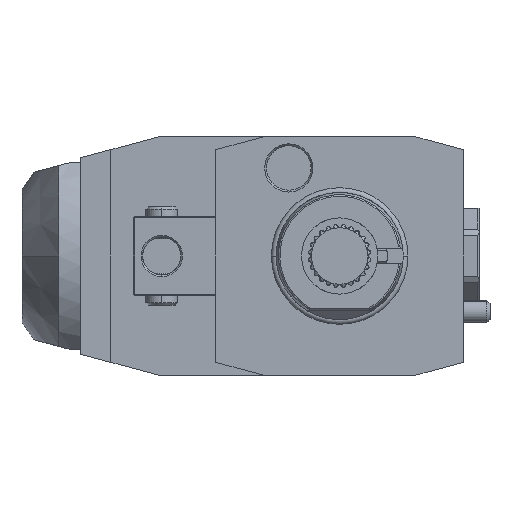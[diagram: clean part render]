
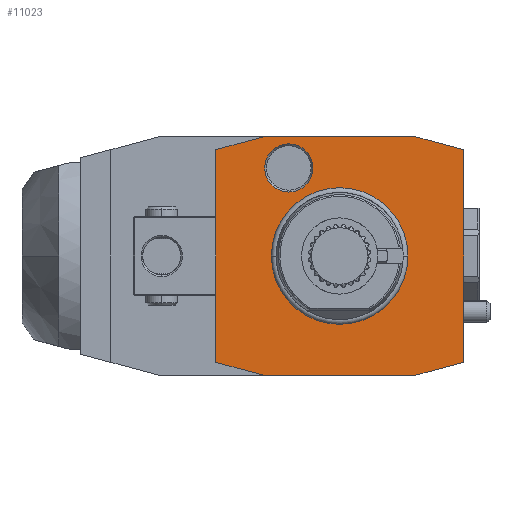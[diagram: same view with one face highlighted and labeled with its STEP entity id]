
A CAD part, front view. The second image highlights one B-rep face of the part: STEP entity #11023.
In plain terms, the highlighted planar face has unit normal (0, -1, 0).
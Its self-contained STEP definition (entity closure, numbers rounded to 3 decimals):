
#1=DIRECTION('',(1.,0.,0.));
#2=VECTOR('',#1,48.);
#3=CARTESIAN_POINT('',(-24.,0.,-37.5));
#4=LINE('',#3,#2);
#5=DIRECTION('',(0.966,0.,-0.259));
#6=VECTOR('',#5,15.529);
#7=CARTESIAN_POINT('',(-39.,0.,-33.481));
#8=LINE('',#7,#6);
#9=DIRECTION('',(0.,0.,-1.));
#10=VECTOR('',#9,66.962);
#11=CARTESIAN_POINT('',(-39.,0.,33.481));
#12=LINE('',#11,#10);
#13=DIRECTION('',(-0.966,0.,-0.259));
#14=VECTOR('',#13,15.529);
#15=CARTESIAN_POINT('',(-24.,0.,37.5));
#16=LINE('',#15,#14);
#17=DIRECTION('',(-1.,0.,0.));
#18=VECTOR('',#17,48.);
#19=CARTESIAN_POINT('',(24.,0.,37.5));
#20=LINE('',#19,#18);
#21=DIRECTION('',(-0.966,0.,0.259));
#22=VECTOR('',#21,15.529);
#23=CARTESIAN_POINT('',(39.,0.,33.481));
#24=LINE('',#23,#22);
#25=DIRECTION('',(0.,0.,1.));
#26=VECTOR('',#25,66.962);
#27=CARTESIAN_POINT('',(39.,0.,-33.481));
#28=LINE('',#27,#26);
#29=DIRECTION('',(0.966,0.,0.259));
#30=VECTOR('',#29,15.529);
#31=CARTESIAN_POINT('',(24.,0.,-37.5));
#32=LINE('',#31,#30);
#33=CARTESIAN_POINT('',(-16.,0.,27.713));
#34=DIRECTION('',(0.,1.,0.));
#35=DIRECTION('',(-1.,0.,0.));
#36=AXIS2_PLACEMENT_3D('',#33,#34,#35);
#38=CARTESIAN_POINT('',(-16.,0.,27.713));
#39=DIRECTION('',(0.,1.,0.));
#40=DIRECTION('',(1.,0.,0.));
#41=AXIS2_PLACEMENT_3D('',#38,#39,#40);
#4915=CARTESIAN_POINT('',(0.,0.,0.));
#4916=DIRECTION('',(0.,-1.,0.));
#4917=DIRECTION('',(1.,0.,0.));
#4918=AXIS2_PLACEMENT_3D('',#4915,#4916,#4917);
#4920=CARTESIAN_POINT('',(0.,0.,0.));
#4921=DIRECTION('',(0.,-1.,0.));
#4922=DIRECTION('',(-1.,0.,0.));
#4923=AXIS2_PLACEMENT_3D('',#4920,#4921,#4922);
#9784=CARTESIAN_POINT('',(-23.577,0.,
27.713));
#9785=CARTESIAN_POINT('',(-8.423,0.,
27.713));
#9786=VERTEX_POINT('',#9784);
#9787=VERTEX_POINT('',#9785);
#10564=CARTESIAN_POINT('',(-24.,0.,-37.5));
#10565=CARTESIAN_POINT('',(24.,0.,-37.5));
#10566=VERTEX_POINT('',#10564);
#10567=VERTEX_POINT('',#10565);
#10568=CARTESIAN_POINT('',(39.,0.,-33.481));
#10569=VERTEX_POINT('',#10568);
#10570=CARTESIAN_POINT('',(39.,0.,33.481));
#10571=VERTEX_POINT('',#10570);
#10572=CARTESIAN_POINT('',(24.,0.,37.5));
#10573=VERTEX_POINT('',#10572);
#10574=CARTESIAN_POINT('',(-24.,0.,37.5));
#10575=VERTEX_POINT('',#10574);
#10576=CARTESIAN_POINT('',(-39.,0.,33.481));
#10577=VERTEX_POINT('',#10576);
#10578=CARTESIAN_POINT('',(-39.,0.,-33.481));
#10579=VERTEX_POINT('',#10578);
#10828=CARTESIAN_POINT('',(21.137,0.,0.));
#10829=CARTESIAN_POINT('',(-21.137,0.,0.));
#10830=VERTEX_POINT('',#10828);
#10831=VERTEX_POINT('',#10829);
#10988=CARTESIAN_POINT('',(0.,0.,0.));
#10989=DIRECTION('',(0.,-1.,0.));
#10990=DIRECTION('',(-1.,0.,0.));
#10991=AXIS2_PLACEMENT_3D('',#10988,#10989,#10990);
#10992=PLANE('',#10991);
#10994=ORIENTED_EDGE('',*,*,#10993,.F.);
#10996=ORIENTED_EDGE('',*,*,#10995,.F.);
#10998=ORIENTED_EDGE('',*,*,#10997,.F.);
#11000=ORIENTED_EDGE('',*,*,#10999,.F.);
#11002=ORIENTED_EDGE('',*,*,#11001,.F.);
#11004=ORIENTED_EDGE('',*,*,#11003,.F.);
#11006=ORIENTED_EDGE('',*,*,#11005,.F.);
#11008=ORIENTED_EDGE('',*,*,#11007,.F.);
#11009=EDGE_LOOP('',(#10994,#10996,#10998,#11000,#11002,#11004,#11006,#11008));
#11010=FACE_OUTER_BOUND('',#11009,.F.);
#11012=ORIENTED_EDGE('',*,*,#11011,.T.);
#11014=ORIENTED_EDGE('',*,*,#11013,.T.);
#11015=EDGE_LOOP('',(#11012,#11014));
#11016=FACE_BOUND('',#11015,.F.);
#11018=ORIENTED_EDGE('',*,*,#11017,.F.);
#11020=ORIENTED_EDGE('',*,*,#11019,.F.);
#11021=EDGE_LOOP('',(#11018,#11020));
#11022=FACE_BOUND('',#11021,.F.);
#37=CIRCLE('',#36,7.577);
#42=CIRCLE('',#41,7.577);
#4919=CIRCLE('',#4918,21.137);
#4924=CIRCLE('',#4923,21.137);
#10993=EDGE_CURVE('',#10566,#10567,#4,.T.);
#10995=EDGE_CURVE('',#10579,#10566,#8,.T.);
#10997=EDGE_CURVE('',#10577,#10579,#12,.T.);
#10999=EDGE_CURVE('',#10575,#10577,#16,.T.);
#11001=EDGE_CURVE('',#10573,#10575,#20,.T.);
#11003=EDGE_CURVE('',#10571,#10573,#24,.T.);
#11005=EDGE_CURVE('',#10569,#10571,#28,.T.);
#11007=EDGE_CURVE('',#10567,#10569,#32,.T.);
#11011=EDGE_CURVE('',#10830,#10831,#4919,.T.);
#11013=EDGE_CURVE('',#10831,#10830,#4924,.T.);
#11017=EDGE_CURVE('',#9786,#9787,#37,.T.);
#11019=EDGE_CURVE('',#9787,#9786,#42,.T.);
#11023=ADVANCED_FACE('',(#11010,#11016,#11022),#10992,.T.);
